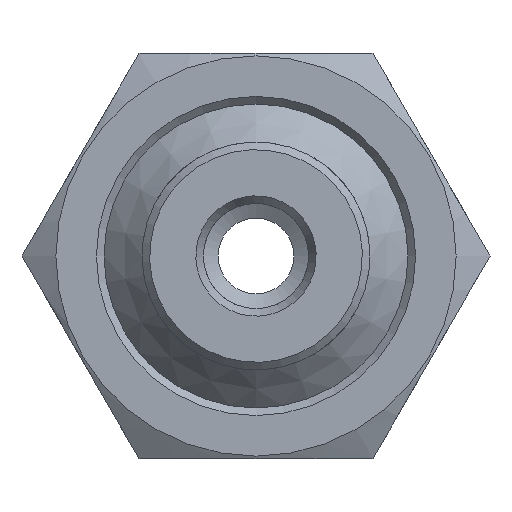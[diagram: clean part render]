
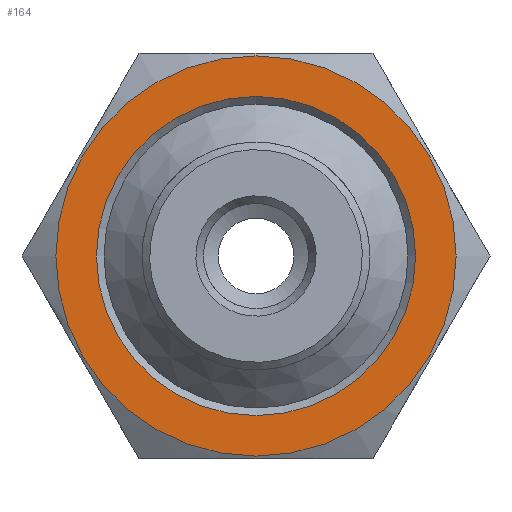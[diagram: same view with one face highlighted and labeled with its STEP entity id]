
A CAD part, front view. The second image highlights one B-rep face of the part: STEP entity #164.
In plain terms, the highlighted planar face has unit normal (0, -1, 0).
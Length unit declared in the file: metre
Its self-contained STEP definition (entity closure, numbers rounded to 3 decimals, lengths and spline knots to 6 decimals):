
#164 = ADVANCED_FACE( 'NONE', ( #363, #364 ), #365, .T. );
#363 = FACE_OUTER_BOUND( '', #566, .T. );
#364 = FACE_BOUND( '', #567, .T. );
#365 = PLANE( '', #568 );
#566 = EDGE_LOOP( '', ( #910 ) );
#567 = EDGE_LOOP( '', ( #911 ) );
#568 = AXIS2_PLACEMENT_3D( '', #912, #913, #914 );
#910 = ORIENTED_EDGE( '', *, *, #1087, .F. );
#911 = ORIENTED_EDGE( '', *, *, #1091, .T. );
#912 = CARTESIAN_POINT( '', ( -0.0079, -0.007, 0. ) );
#913 = DIRECTION( '', ( 0., -1., 0. ) );
#914 = DIRECTION( '', ( 0., 0., -1. ) );
#1087 = EDGE_CURVE( 'NONE', #1288, #1288, #1289, .T. );
#1091 = EDGE_CURVE( 'NONE', #1293, #1293, #1294, .T. );
#1288 = VERTEX_POINT( '', #1680 );
#1289 = CIRCLE( '', #1681, 0.0079 );
#1293 = VERTEX_POINT( '', #1685 );
#1294 = CIRCLE( '', #1686, 0.0063 );
#1680 = CARTESIAN_POINT( '', ( 0., -0.007, -0.0079 ) );
#1681 = AXIS2_PLACEMENT_3D( '', #1831, #1832, #1833 );
#1685 = CARTESIAN_POINT( '', ( 0., -0.007, -0.0063 ) );
#1686 = AXIS2_PLACEMENT_3D( '', #1834, #1835, #1836 );
#1831 = CARTESIAN_POINT( '', ( 0., -0.007, 0. ) );
#1832 = DIRECTION( '', ( 0., 1., 0. ) );
#1833 = DIRECTION( '', ( 0., 0., -1. ) );
#1834 = CARTESIAN_POINT( '', ( 0., -0.007, 0. ) );
#1835 = DIRECTION( '', ( 0., 1., 0. ) );
#1836 = DIRECTION( '', ( 0., 0., -1. ) );
